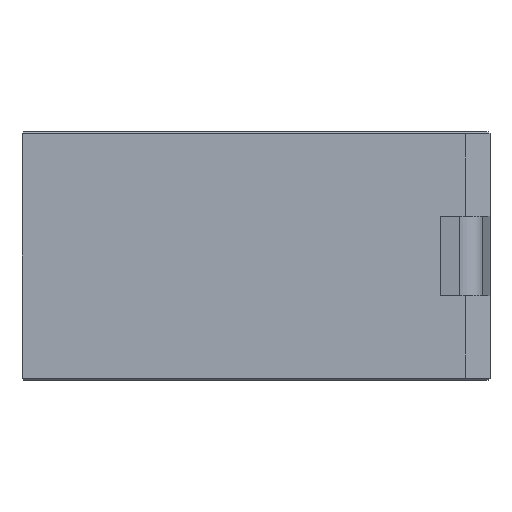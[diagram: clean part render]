
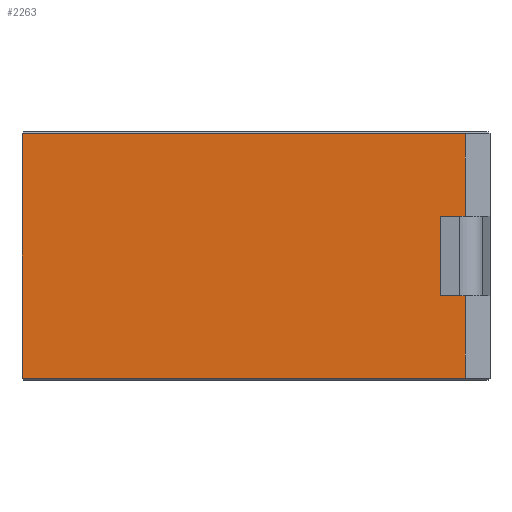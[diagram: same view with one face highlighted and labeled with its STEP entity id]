
A CAD part, left-side view. The second image highlights one B-rep face of the part: STEP entity #2263.
In plain terms, the highlighted planar face has unit normal (-1, 0, 0).
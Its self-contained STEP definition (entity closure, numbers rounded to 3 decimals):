
#76=LINE('',#3327,#347);
#136=LINE('',#3480,#407);
#138=LINE('',#3484,#409);
#139=LINE('',#3486,#410);
#140=LINE('',#3488,#411);
#141=LINE('',#3489,#412);
#347=VECTOR('',#2654,10.);
#407=VECTOR('',#2790,10.);
#409=VECTOR('',#2794,10.);
#410=VECTOR('',#2795,10.);
#411=VECTOR('',#2796,10.);
#412=VECTOR('',#2797,10.);
#605=PLANE('',#2434);
#728=FACE_OUTER_BOUND('',#865,.T.);
#865=EDGE_LOOP('',(#1743,#1744,#1745,#1746,#1747,#1748));
#1064=VERTEX_POINT('',#3320);
#1066=VERTEX_POINT('',#3326);
#1105=VERTEX_POINT('',#3479);
#1106=VERTEX_POINT('',#3483);
#1107=VERTEX_POINT('',#3485);
#1108=VERTEX_POINT('',#3487);
#1273=EDGE_CURVE('',#1066,#1064,#76,.T.);
#1347=EDGE_CURVE('',#1105,#1064,#136,.T.);
#1349=EDGE_CURVE('',#1106,#1066,#138,.T.);
#1350=EDGE_CURVE('',#1107,#1106,#139,.T.);
#1351=EDGE_CURVE('',#1107,#1108,#140,.T.);
#1352=EDGE_CURVE('',#1108,#1105,#141,.T.);
#1743=ORIENTED_EDGE('',*,*,#1273,.F.);
#1744=ORIENTED_EDGE('',*,*,#1349,.F.);
#1745=ORIENTED_EDGE('',*,*,#1350,.F.);
#1746=ORIENTED_EDGE('',*,*,#1351,.T.);
#1747=ORIENTED_EDGE('',*,*,#1352,.T.);
#1748=ORIENTED_EDGE('',*,*,#1347,.T.);
#2263=ADVANCED_FACE('',(#728),#605,.T.);
#2434=AXIS2_PLACEMENT_3D('',#3482,#2792,#2793);
#2654=DIRECTION('',(0.,-1.,0.));
#2790=DIRECTION('',(0.,0.,1.));
#2792=DIRECTION('center_axis',(-1.,0.,0.));
#2793=DIRECTION('ref_axis',(0.,-1.,0.));
#2794=DIRECTION('',(0.,0.,1.));
#2795=DIRECTION('',(0.,1.,0.));
#2796=DIRECTION('',(0.,0.,1.));
#2797=DIRECTION('',(0.,0.,1.));
#3320=CARTESIAN_POINT('',(-24.94,-13.07,24.8));
#3326=CARTESIAN_POINT('',(-24.94,31.57,24.8));
#3327=CARTESIAN_POINT('',(-24.94,15.785,24.8));
#3479=CARTESIAN_POINT('',(-24.94,-13.07,16.5));
#3480=CARTESIAN_POINT('',(-24.94,-13.07,0.));
#3482=CARTESIAN_POINT('Origin',(-24.94,31.57,0.));
#3483=CARTESIAN_POINT('',(-24.94,31.57,0.2));
#3484=CARTESIAN_POINT('',(-24.94,31.57,0.));
#3485=CARTESIAN_POINT('',(-24.94,-13.07,0.2));
#3486=CARTESIAN_POINT('',(-24.94,15.785,0.2));
#3487=CARTESIAN_POINT('',(-24.94,-13.07,8.5));
#3488=CARTESIAN_POINT('',(-24.94,-13.07,0.));
#3489=CARTESIAN_POINT('',(-24.94,-13.07,0.));
